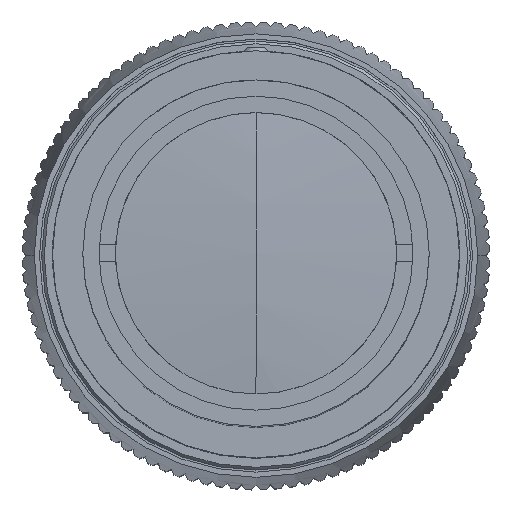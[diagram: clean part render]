
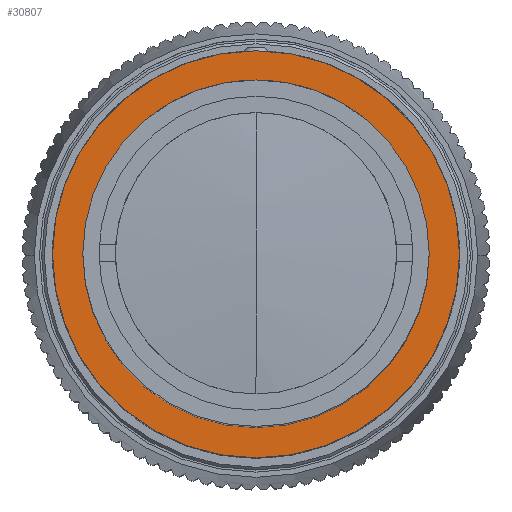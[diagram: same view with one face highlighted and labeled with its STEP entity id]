
A CAD part, top view. The second image highlights one B-rep face of the part: STEP entity #30807.
In plain terms, the highlighted planar face has unit normal (0, 0, 1).
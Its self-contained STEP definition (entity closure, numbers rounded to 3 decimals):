
#207 = DIRECTION ( 'NONE',  ( 0., 0., 1. ) ) ;
#402 = EDGE_CURVE ( 'NONE', #28239, #37747, #32750, .T. ) ;
#1154 = DIRECTION ( 'NONE',  ( 1., 0., 0. ) ) ;
#7678 = FACE_OUTER_BOUND ( 'NONE', #76181, .T. ) ;
#10410 = EDGE_LOOP ( 'NONE', ( #75916, #70776 ) ) ;
#11909 = ORIENTED_EDGE ( 'NONE', *, *, #38353, .T. ) ;
#12234 = CIRCLE ( 'NONE', #61396, 23.5 ) ;
#21302 = DIRECTION ( 'NONE',  ( -1., 0., 0. ) ) ;
#22528 = DIRECTION ( 'NONE',  ( 0., 0., 1. ) ) ;
#26577 = DIRECTION ( 'NONE',  ( 1., 0., 0. ) ) ;
#28239 = VERTEX_POINT ( 'NONE', #76236 ) ;
#29576 = CARTESIAN_POINT ( 'NONE',  ( 0., 0., -22. ) ) ;
#30191 = CARTESIAN_POINT ( 'NONE',  ( -23.5, 0., -22. ) ) ;
#30738 = CARTESIAN_POINT ( 'NONE',  ( 0., 0., -22. ) ) ;
#30807 = ADVANCED_FACE ( 'NONE', ( #75337, #7678 ), #69193, .F. ) ;
#31841 = CIRCLE ( 'NONE', #57121, 20. ) ;
#32750 = CIRCLE ( 'NONE', #41228, 20. ) ;
#35355 = CARTESIAN_POINT ( 'NONE',  ( 0., 20., -22. ) ) ;
#36920 = DIRECTION ( 'NONE',  ( 1., 0., 0. ) ) ;
#37747 = VERTEX_POINT ( 'NONE', #51077 ) ;
#38353 = EDGE_CURVE ( 'NONE', #38358, #73373, #44099, .T. ) ;
#38358 = VERTEX_POINT ( 'NONE', #62432 ) ;
#41228 = AXIS2_PLACEMENT_3D ( 'NONE', #82761, #22528, #75705 ) ;
#43541 = DIRECTION ( 'NONE',  ( 0., 0., 1. ) ) ;
#44099 = CIRCLE ( 'NONE', #72164, 23.5 ) ;
#44120 = DIRECTION ( 'NONE',  ( 0., 0., 1. ) ) ;
#51077 = CARTESIAN_POINT ( 'NONE',  ( 20., 0., -22. ) ) ;
#54859 = AXIS2_PLACEMENT_3D ( 'NONE', #35355, #68752, #21302 ) ;
#57121 = AXIS2_PLACEMENT_3D ( 'NONE', #29576, #44120, #1154 ) ;
#59989 = CARTESIAN_POINT ( 'NONE',  ( 0., 0., -22. ) ) ;
#61396 = AXIS2_PLACEMENT_3D ( 'NONE', #59989, #207, #26577 ) ;
#62432 = CARTESIAN_POINT ( 'NONE',  ( 23.5, 0., -22. ) ) ;
#64297 = EDGE_CURVE ( 'NONE', #37747, #28239, #31841, .T. ) ;
#68578 = EDGE_CURVE ( 'NONE', #73373, #38358, #12234, .T. ) ;
#68752 = DIRECTION ( 'NONE',  ( 0., 0., -1. ) ) ;
#69193 = PLANE ( 'NONE',  #54859 ) ;
#70776 = ORIENTED_EDGE ( 'NONE', *, *, #402, .F. ) ;
#72164 = AXIS2_PLACEMENT_3D ( 'NONE', #30738, #43541, #36920 ) ;
#72628 = ORIENTED_EDGE ( 'NONE', *, *, #68578, .T. ) ;
#73373 = VERTEX_POINT ( 'NONE', #30191 ) ;
#75337 = FACE_BOUND ( 'NONE', #10410, .T. ) ;
#75705 = DIRECTION ( 'NONE',  ( 1., 0., 0. ) ) ;
#75916 = ORIENTED_EDGE ( 'NONE', *, *, #64297, .F. ) ;
#76181 = EDGE_LOOP ( 'NONE', ( #11909, #72628 ) ) ;
#76236 = CARTESIAN_POINT ( 'NONE',  ( -20., 0., -22. ) ) ;
#82761 = CARTESIAN_POINT ( 'NONE',  ( 0., 0., -22. ) ) ;
